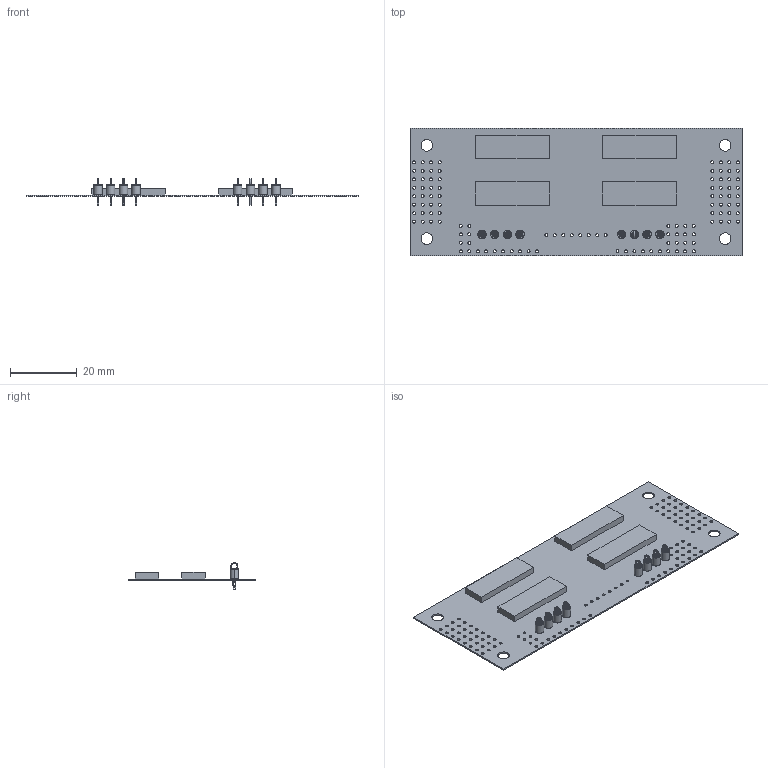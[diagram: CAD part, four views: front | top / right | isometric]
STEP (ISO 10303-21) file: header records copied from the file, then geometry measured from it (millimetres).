
FILE_DESCRIPTION(('Open CASCADE Model'),'2;1');
FILE_NAME('Open CASCADE Shape Model','2016-01-18T14:28:11',('Author'),( 'Open CASCADE'),'Open CASCADE STEP processor 6.8','Open CASCADE 6.8' ,'Unknown');
FILE_SCHEMA(('AUTOMOTIVE_DESIGN { 1 0 10303 214 1 1 1 1 }'));
Length unit declared in the file: millimetre
Products named in the file (16): PCB; Board; SC4; solar_cell; SC3; SC2; SC1; TP1; User_Library-TEST_POINT_BLK_Keystone_5001; TP2; TP3; TP4; TP5; TP6; TP7; TP8
Assembly tree (25 placements, depth 3):
  PCB
    Board
    SC4
      solar_cell
    SC3
      solar_cell
    SC2
      solar_cell
    SC1
      solar_cell
    TP1
      User_Library-TEST_POINT_BLK_Keystone_5001
    TP2
      User_Library-TEST_POINT_BLK_Keystone_5001
    TP3
      User_Library-TEST_POINT_BLK_Keystone_5001
    TP4
      User_Library-TEST_POINT_BLK_Keystone_5001
    TP5
      User_Library-TEST_POINT_BLK_Keystone_5001
    TP6
      User_Library-TEST_POINT_BLK_Keystone_5001
    TP7
      User_Library-TEST_POINT_BLK_Keystone_5001
    TP8
      User_Library-TEST_POINT_BLK_Keystone_5001
Bounding box: 99.57 x 38.1 x 7.96 mm (x, y, z)
Volume: 2839.3 mm3; surface area: 9859.5 mm2
Topology: 21 solids, 21 shells, 744 faces, 1786 edges, 1084 vertices
Faces by surface type: bspline 288, cylinder 250, plane 142, torus 64
Full cylindrical faces by diameter (mm): 0.889 x102, 0.9 x8, 1.016 x8, 3.5 x4
Entity records: 21321 total; most frequent: CARTESIAN_POINT 10186, DIRECTION 1918, ORIENTED_EDGE 1120, PCURVE 1120, DEFINITIONAL_REPRESENTATION 1120, LINE 804, VECTOR 804, EDGE_CURVE 560
